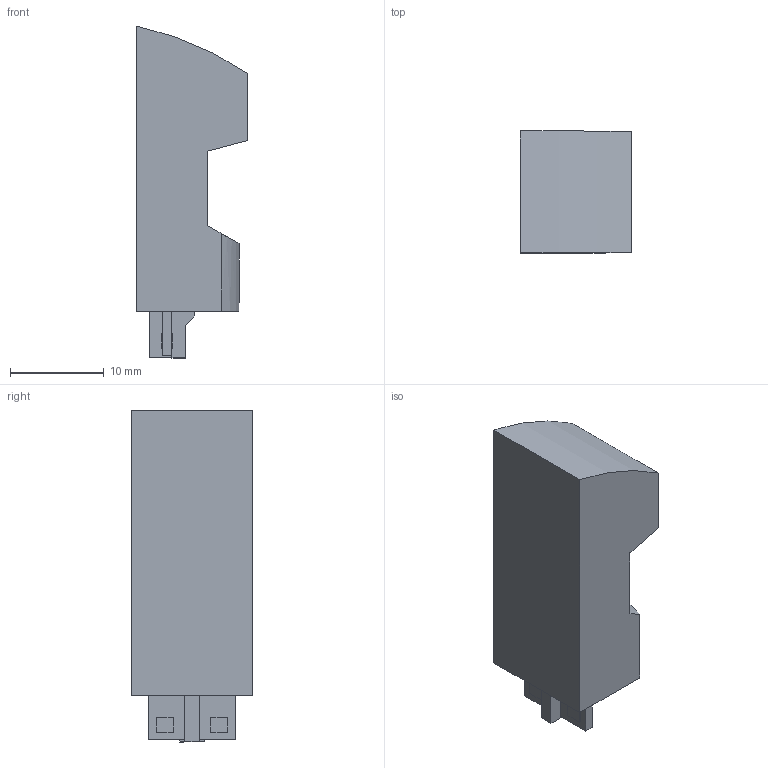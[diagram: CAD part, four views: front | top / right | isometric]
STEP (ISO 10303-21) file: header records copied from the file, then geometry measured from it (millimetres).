
FILE_DESCRIPTION(('Creo Elements/Direct Modeling STEP Export'),'2;1');
FILE_NAME('model.stp','2019-01-19T 0:03:51',(''),(''),'Creo Elements/Direct Modeling STEP processor for AP214 (Solid Model)','Creo Elements/Direct Modeling 18.1I 14-Aug-2016 (C) Parametric Technology GmbH','');
FILE_SCHEMA(('AUTOMOTIVE_DESIGN { 1 0 10303 214 1 1 1 1 }'));
Length unit declared in the file: millimetre
Products named in the file (2): RIF-Modul_STM01_-select
Assembly tree (1 placements, depth 2):
  RIF-Modul_STM01_-select
    RIF-Modul_STM01_-select
Bounding box: 11.88 x 13 x 35.5 mm (x, y, z)
Volume: 3781.1 mm3; surface area: 1779.7 mm2
Topology: 1 solids, 1 shells, 49 faces, 124 edges, 82 vertices
Faces by surface type: plane 47, cylinder 2
Entity records: 1829 total; most frequent: ORIENTED_EDGE 248, CARTESIAN_POINT 245, DIRECTION 212, EDGE_CURVE 124, VECTOR 114, LINE 114, VERTEX_POINT 82, EDGE_LOOP 54
